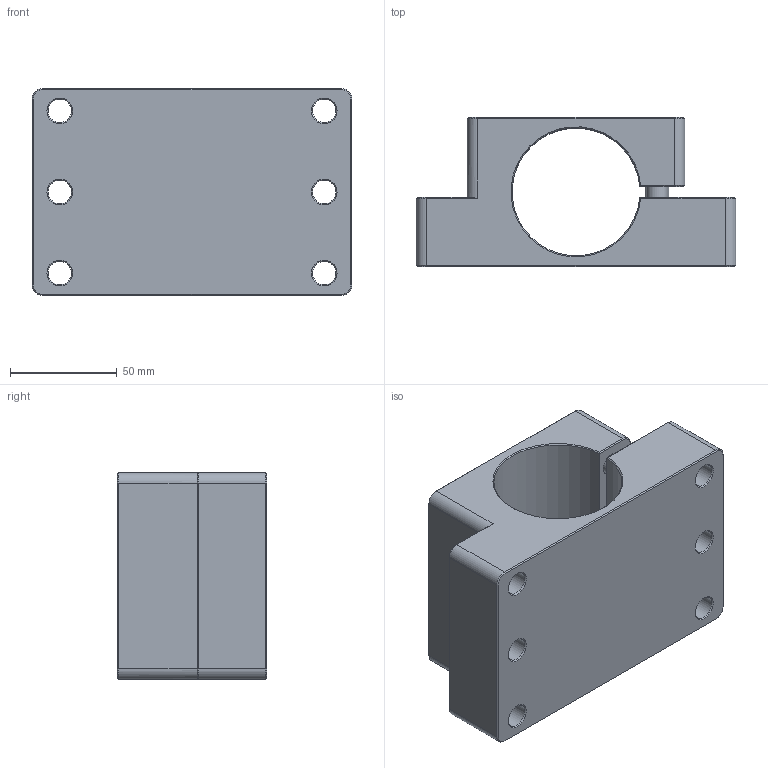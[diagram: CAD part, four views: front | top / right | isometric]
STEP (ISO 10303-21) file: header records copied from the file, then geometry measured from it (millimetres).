
FILE_DESCRIPTION(/* description */ ('Fußflansch Ø60'),/* implementation_level */ '2;1');
FILE_NAME(/* name */ '60017975 60 Fuflansch.stp',/* time_stamp */ '2026-01-28T12:46:18+01:00',/* author */ ('DSteinicke'),/* organization */ (''),/* preprocessor_version */ 'ST-DEVELOPER v20',/* originating_system */ 'Autodesk Inventor 2024',/* authorisation */ '');
FILE_SCHEMA (('AUTOMOTIVE_DESIGN { 1 0 10303 214 3 1 1 }'));
Length unit declared in the file: millimetre
Products named in the file (1): 60017975
Bounding box: 150 x 70 x 97 mm (x, y, z)
Volume: 524512.4 mm3; surface area: 86709.7 mm2
Topology: 1 solids, 1 shells, 128 faces, 301 edges, 188 vertices
Faces by surface type: plane 59, cone 34, cylinder 31, torus 4
Full cylindrical faces by diameter (mm): 10 x1, 11 x9, 16 x3, 18 x9
Entity records: 3857 total; most frequent: CARTESIAN_POINT 669, DIRECTION 647, ORIENTED_EDGE 596, EDGE_CURVE 298, AXIS2_PLACEMENT_3D 245, VERTEX_POINT 188, EDGE_LOOP 162, LINE 157
